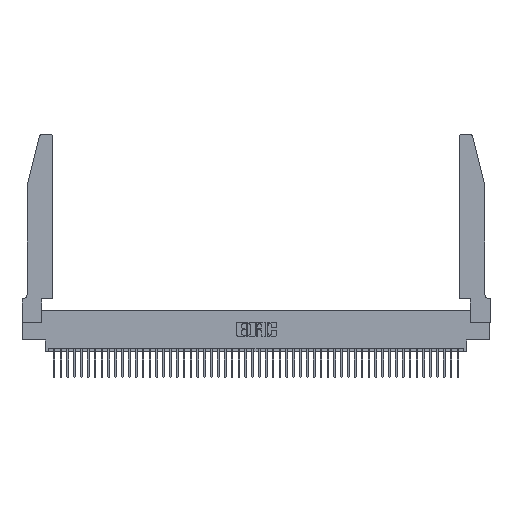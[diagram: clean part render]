
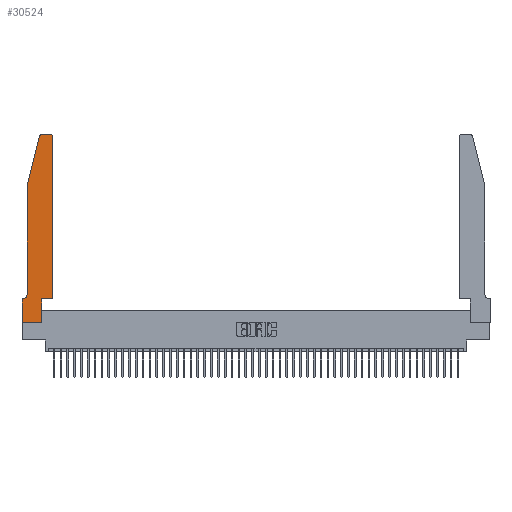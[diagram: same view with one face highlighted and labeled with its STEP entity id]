
A CAD part, top view. The second image highlights one B-rep face of the part: STEP entity #30524.
In plain terms, the highlighted planar face has unit normal (0, 0, 1).
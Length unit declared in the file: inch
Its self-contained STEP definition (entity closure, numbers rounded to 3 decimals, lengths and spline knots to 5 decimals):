
#43 = VECTOR ( 'NONE', #35358, 39.37008 ) ;
#633 = ORIENTED_EDGE ( 'NONE', *, *, #39679, .T. ) ;
#751 = EDGE_CURVE ( 'NONE', #1708, #14602, #23250, .T. ) ;
#1708 = VERTEX_POINT ( 'NONE', #24871 ) ;
#1741 = CARTESIAN_POINT ( 'NONE',  ( 0.25487, 2.72718, 0.37 ) ) ;
#1880 = DIRECTION ( 'NONE',  ( -0.239, -0.971, 0. ) ) ;
#2463 = ORIENTED_EDGE ( 'NONE', *, *, #44141, .T. ) ;
#5729 = EDGE_CURVE ( 'NONE', #36124, #30116, #31562, .T. ) ;
#6671 = AXIS2_PLACEMENT_3D ( 'NONE', #18473, #30216, #26540 ) ;
#7474 = VERTEX_POINT ( 'NONE', #45976 ) ;
#8043 = CARTESIAN_POINT ( 'NONE',  ( 0.0755, 0.35, 0.37 ) ) ;
#8878 = CARTESIAN_POINT ( 'NONE',  ( 0.2605, 2.75, 0.37 ) ) ;
#9404 = EDGE_CURVE ( 'NONE', #36608, #32514, #32093, .T. ) ;
#9778 = LINE ( 'NONE', #17945, #14590 ) ;
#10149 = CARTESIAN_POINT ( 'NONE',  ( 0.2865, 0., 0.37 ) ) ;
#10285 = DIRECTION ( 'NONE',  ( 1., 0., 0. ) ) ;
#10600 = CIRCLE ( 'NONE', #28847, 0.03 ) ;
#10914 = ORIENTED_EDGE ( 'NONE', *, *, #751, .T. ) ;
#10996 = CARTESIAN_POINT ( 'NONE',  ( 0.4205, 2.75, 0.37 ) ) ;
#11375 = LINE ( 'NONE', #44633, #44945 ) ;
#11473 = VERTEX_POINT ( 'NONE', #22395 ) ;
#12182 = CARTESIAN_POINT ( 'NONE',  ( 0.2865, 0.35, 0.37 ) ) ;
#12849 = DIRECTION ( 'NONE',  ( -1., 0., 0. ) ) ;
#12995 = VECTOR ( 'NONE', #15191, 39.37008 ) ;
#13105 = ORIENTED_EDGE ( 'NONE', *, *, #45986, .T. ) ;
#14076 = ORIENTED_EDGE ( 'NONE', *, *, #9404, .T. ) ;
#14147 = CARTESIAN_POINT ( 'NONE',  ( 0.2865, 0.35, 0.37 ) ) ;
#14222 = CARTESIAN_POINT ( 'NONE',  ( 0.284, 2.75, 0.37 ) ) ;
#14498 = CARTESIAN_POINT ( 'NONE',  ( 0.4505, 0.35, 0.37 ) ) ;
#14590 = VECTOR ( 'NONE', #48910, 39.37008 ) ;
#14602 = VERTEX_POINT ( 'NONE', #10149 ) ;
#14625 = AXIS2_PLACEMENT_3D ( 'NONE', #36785, #32755, #21525 ) ;
#15191 = DIRECTION ( 'NONE',  ( 1., 0., 0. ) ) ;
#15644 = VECTOR ( 'NONE', #41287, 39.37008 ) ;
#15684 = EDGE_CURVE ( 'NONE', #22272, #36124, #9778, .T. ) ;
#16327 = VERTEX_POINT ( 'NONE', #29652 ) ;
#16410 = PLANE ( 'NONE',  #26526 ) ;
#16892 = EDGE_CURVE ( 'NONE', #11473, #16327, #46759, .T. ) ;
#17245 = VERTEX_POINT ( 'NONE', #1741 ) ;
#17945 = CARTESIAN_POINT ( 'NONE',  ( 0.0755, 2., 0.37 ) ) ;
#18473 = CARTESIAN_POINT ( 'NONE',  ( 0.284, 2.72, 0.37 ) ) ;
#21525 = DIRECTION ( 'NONE',  ( -1., 0., 0. ) ) ;
#22096 = FACE_OUTER_BOUND ( 'NONE', #22517, .T. ) ;
#22165 = CARTESIAN_POINT ( 'NONE',  ( 0.4205, 2.72, 0.37 ) ) ;
#22272 = VERTEX_POINT ( 'NONE', #25704 ) ;
#22395 = CARTESIAN_POINT ( 'NONE',  ( 0.4505, 0.35, 0.37 ) ) ;
#22443 = CARTESIAN_POINT ( 'NONE',  ( 0., 0., 0.37 ) ) ;
#22512 = EDGE_CURVE ( 'NONE', #32514, #17245, #29369, .T. ) ;
#22517 = EDGE_LOOP ( 'NONE', ( #14076, #31785, #13105, #42037, #47978, #633, #44263, #10914, #46637, #30292, #43470, #2463 ) ) ;
#23250 = LINE ( 'NONE', #22443, #12995 ) ;
#23275 = VECTOR ( 'NONE', #27813, 39.37008 ) ;
#23360 = EDGE_CURVE ( 'NONE', #14602, #34642, #32869, .T. ) ;
#24181 = DIRECTION ( 'NONE',  ( 0., 0., 1. ) ) ;
#24348 = CARTESIAN_POINT ( 'NONE',  ( 0., 0.35, 0.37 ) ) ;
#24860 = CARTESIAN_POINT ( 'NONE',  ( 0.0755, 2., 0.37 ) ) ;
#24871 = CARTESIAN_POINT ( 'NONE',  ( 0., 0., 0.37 ) ) ;
#25248 = LINE ( 'NONE', #8043, #43 ) ;
#25704 = CARTESIAN_POINT ( 'NONE',  ( 0.0755, 2., 0.37 ) ) ;
#26526 = AXIS2_PLACEMENT_3D ( 'NONE', #24348, #24181, #43218 ) ;
#26540 = DIRECTION ( 'NONE',  ( 1., 0., 0. ) ) ;
#27218 = VECTOR ( 'NONE', #44600, 39.37008 ) ;
#27813 = DIRECTION ( 'NONE',  ( 0., 1., 0. ) ) ;
#28847 = AXIS2_PLACEMENT_3D ( 'NONE', #22165, #29712, #48911 ) ;
#29369 = CIRCLE ( 'NONE', #6671, 0.03 ) ;
#29652 = CARTESIAN_POINT ( 'NONE',  ( 0.4505, 2.72, 0.37 ) ) ;
#29712 = DIRECTION ( 'NONE',  ( 0., 0., 1. ) ) ;
#30116 = VERTEX_POINT ( 'NONE', #41240 ) ;
#30216 = DIRECTION ( 'NONE',  ( 0., 0., 1. ) ) ;
#30292 = ORIENTED_EDGE ( 'NONE', *, *, #48351, .T. ) ;
#30524 = ADVANCED_FACE ( 'NONE', ( #22096 ), #16410, .T. ) ;
#31562 = CIRCLE ( 'NONE', #14625, 0.07 ) ;
#31785 = ORIENTED_EDGE ( 'NONE', *, *, #22512, .T. ) ;
#32093 = LINE ( 'NONE', #8878, #39334 ) ;
#32514 = VERTEX_POINT ( 'NONE', #14222 ) ;
#32755 = DIRECTION ( 'NONE',  ( 0., 0., -1. ) ) ;
#32869 = LINE ( 'NONE', #12182, #23275 ) ;
#34642 = VERTEX_POINT ( 'NONE', #14147 ) ;
#35358 = DIRECTION ( 'NONE',  ( -1., 0., 0. ) ) ;
#36124 = VERTEX_POINT ( 'NONE', #37895 ) ;
#36608 = VERTEX_POINT ( 'NONE', #10996 ) ;
#36785 = CARTESIAN_POINT ( 'NONE',  ( 0.0055, 0.42, 0.37 ) ) ;
#36943 = CARTESIAN_POINT ( 'NONE',  ( 0., 0., 0.37 ) ) ;
#37236 = EDGE_CURVE ( 'NONE', #7474, #1708, #48110, .T. ) ;
#37895 = CARTESIAN_POINT ( 'NONE',  ( 0.0755, 0.42, 0.37 ) ) ;
#38073 = LINE ( 'NONE', #24860, #39822 ) ;
#39334 = VECTOR ( 'NONE', #12849, 39.37008 ) ;
#39679 = EDGE_CURVE ( 'NONE', #30116, #7474, #25248, .T. ) ;
#39822 = VECTOR ( 'NONE', #1880, 39.37008 ) ;
#41240 = CARTESIAN_POINT ( 'NONE',  ( 0.0055, 0.35, 0.37 ) ) ;
#41287 = DIRECTION ( 'NONE',  ( 0., 1., 0. ) ) ;
#42037 = ORIENTED_EDGE ( 'NONE', *, *, #15684, .T. ) ;
#43218 = DIRECTION ( 'NONE',  ( 1., 0., 0. ) ) ;
#43470 = ORIENTED_EDGE ( 'NONE', *, *, #16892, .T. ) ;
#44141 = EDGE_CURVE ( 'NONE', #16327, #36608, #10600, .T. ) ;
#44263 = ORIENTED_EDGE ( 'NONE', *, *, #37236, .T. ) ;
#44600 = DIRECTION ( 'NONE',  ( 0., -1., 0. ) ) ;
#44633 = CARTESIAN_POINT ( 'NONE',  ( 0.4505, 0.35, 0.37 ) ) ;
#44945 = VECTOR ( 'NONE', #10285, 39.37008 ) ;
#45976 = CARTESIAN_POINT ( 'NONE',  ( 0., 0.35, 0.37 ) ) ;
#45986 = EDGE_CURVE ( 'NONE', #17245, #22272, #38073, .T. ) ;
#46637 = ORIENTED_EDGE ( 'NONE', *, *, #23360, .T. ) ;
#46759 = LINE ( 'NONE', #14498, #15644 ) ;
#47978 = ORIENTED_EDGE ( 'NONE', *, *, #5729, .T. ) ;
#48110 = LINE ( 'NONE', #36943, #27218 ) ;
#48351 = EDGE_CURVE ( 'NONE', #34642, #11473, #11375, .T. ) ;
#48910 = DIRECTION ( 'NONE',  ( 0., -1., 0. ) ) ;
#48911 = DIRECTION ( 'NONE',  ( 1., 0., 0. ) ) ;
